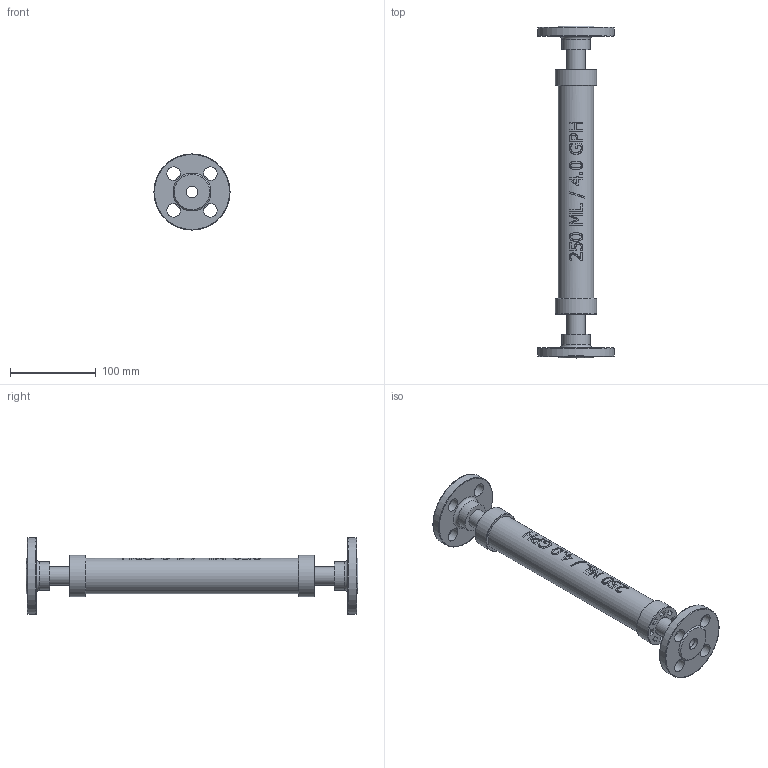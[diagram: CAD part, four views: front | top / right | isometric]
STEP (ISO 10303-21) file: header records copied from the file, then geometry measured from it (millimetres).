
FILE_DESCRIPTION((''),'2;1');
FILE_NAME('PV#2-250-F_R0.iam.stp','2016-10-13T14:09:40',(''),(''),'Autodesk Inventor 2009','Autodesk Inventor 2009','');
FILE_SCHEMA(('AUTOMOTIVE_DESIGN { 1 0 10303 214 1 1 1 1 }'));
Length unit declared in the file: inch
Products named in the file (6): PV#2-250-F_R0; SA-50FLG-PVC_R0; FLG-50PVC_R0; PIPE-50PVC_R0; PV-250-TUBE_R0; PV-SW-250_R2
Assembly tree (7 placements, depth 3):
  PV#2-250-F_R0
    SA-50FLG-PVC_R0  x2
      FLG-50PVC_R0
      PIPE-50PVC_R0
    PV-250-TUBE_R0
    PV-SW-250_R2  x2
Bounding box: 88.9 x 387.35 x 88.9 mm (x, y, z)
Volume: 250835.6 mm3; surface area: 139438.6 mm2
Topology: 7 solids, 7 shells, 319 faces, 791 edges, 518 vertices
Faces by surface type: bspline 162, plane 105, cone 28, cylinder 24
Full cylindrical faces by diameter (mm): 15.875 x4, 38.227 x1, 41.275 x1, 48.514 x2
Entity records: 38927 total; most frequent: CARTESIAN_POINT 33583, ORIENTED_EDGE 1188, DIRECTION 792, EDGE_CURVE 594, VERTEX_POINT 407, EDGE_LOOP 311, AXIS2_PLACEMENT_3D 284, FACE_OUTER_BOUND 245
